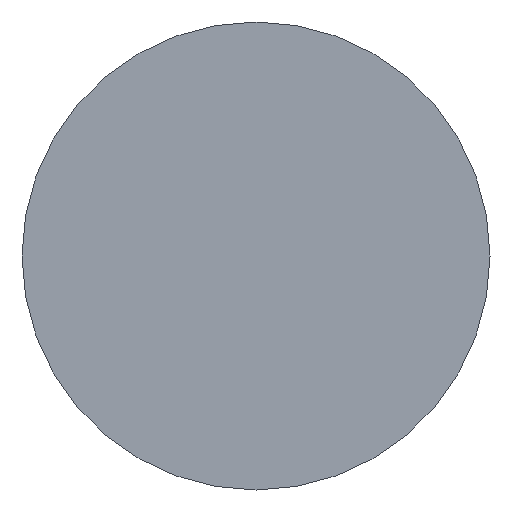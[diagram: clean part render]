
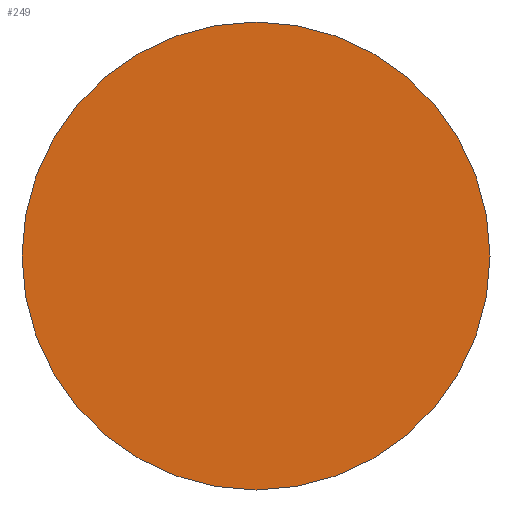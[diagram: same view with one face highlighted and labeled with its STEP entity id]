
A CAD part, front view. The second image highlights one B-rep face of the part: STEP entity #249.
In plain terms, the highlighted planar face has unit normal (0, -1, 0).
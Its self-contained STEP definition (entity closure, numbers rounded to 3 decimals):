
#23=PLANE('',#290);
#30=FACE_OUTER_BOUND('',#45,.T.);
#45=EDGE_LOOP('',(#173,#174));
#81=CIRCLE('',#291,23.);
#82=CIRCLE('',#292,23.);
#107=VERTEX_POINT('',#431);
#108=VERTEX_POINT('',#432);
#134=EDGE_CURVE('',#107,#108,#81,.T.);
#135=EDGE_CURVE('',#108,#107,#82,.T.);
#173=ORIENTED_EDGE('',*,*,#134,.F.);
#174=ORIENTED_EDGE('',*,*,#135,.F.);
#249=ADVANCED_FACE('',(#30),#23,.T.);
#290=AXIS2_PLACEMENT_3D('',#430,#344,#345);
#291=AXIS2_PLACEMENT_3D('',#433,#346,#347);
#292=AXIS2_PLACEMENT_3D('',#434,#348,#349);
#344=DIRECTION('center_axis',(0.,-1.,0.));
#345=DIRECTION('ref_axis',(0.,0.,-1.));
#346=DIRECTION('center_axis',(0.,1.,0.));
#347=DIRECTION('ref_axis',(-1.,0.,0.));
#348=DIRECTION('center_axis',(0.,1.,0.));
#349=DIRECTION('ref_axis',(-1.,0.,0.));
#430=CARTESIAN_POINT('Origin',(-11.5,0.,0.));
#431=CARTESIAN_POINT('',(-23.,0.,0.));
#432=CARTESIAN_POINT('',(23.,0.,0.));
#433=CARTESIAN_POINT('Origin',(0.,0.,0.));
#434=CARTESIAN_POINT('Origin',(0.,0.,0.));
